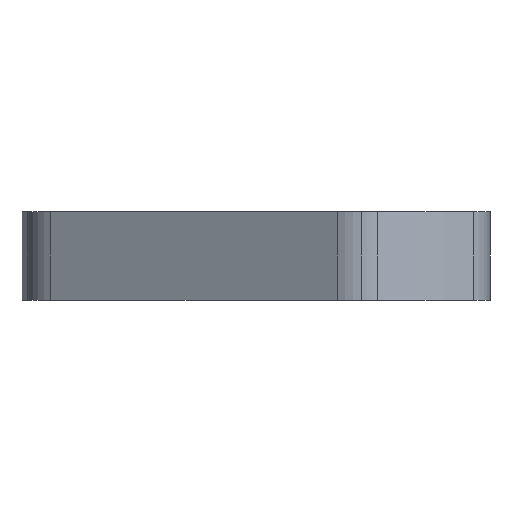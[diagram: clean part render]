
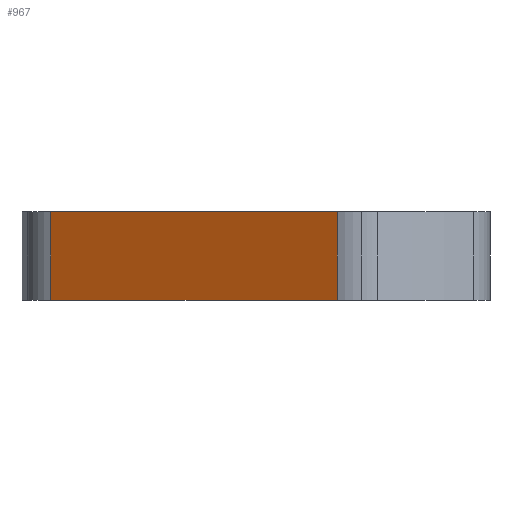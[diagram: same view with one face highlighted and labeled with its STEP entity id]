
A CAD part, left-side view. The second image highlights one B-rep face of the part: STEP entity #967.
In plain terms, the highlighted planar face has unit normal (-0.866, 0.5, 0).
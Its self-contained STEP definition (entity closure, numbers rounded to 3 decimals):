
#24 = DIRECTION ( 'NONE',  ( -0.866, 0.5, 0. ) ) ;
#57 = CARTESIAN_POINT ( 'NONE',  ( -25.706, -4.524, 4.5 ) ) ;
#117 = DIRECTION ( 'NONE',  ( -0.5, -0.866, 0. ) ) ;
#128 = DIRECTION ( 'NONE',  ( 0.5, 0.866, 0. ) ) ;
#229 = CARTESIAN_POINT ( 'NONE',  ( -17.321, 10., 4.5 ) ) ;
#286 = EDGE_CURVE ( 'NONE', #431, #727, #542, .T. ) ;
#317 = LINE ( 'NONE', #229, #365 ) ;
#323 = CARTESIAN_POINT ( 'NONE',  ( -8.935, 24.524, -4.5 ) ) ;
#365 = VECTOR ( 'NONE', #128, 1000. ) ;
#384 = CARTESIAN_POINT ( 'NONE',  ( -25.706, -4.524, -4.5 ) ) ;
#431 = VERTEX_POINT ( 'NONE', #384 ) ;
#466 = CARTESIAN_POINT ( 'NONE',  ( -17.321, 10., -4.5 ) ) ;
#474 = LINE ( 'NONE', #466, #616 ) ;
#478 = EDGE_LOOP ( 'NONE', ( #528, #953, #746, #504 ) ) ;
#493 = CARTESIAN_POINT ( 'NONE',  ( -17.321, 10., 4.5 ) ) ;
#504 = ORIENTED_EDGE ( 'NONE', *, *, #286, .T. ) ;
#510 = CARTESIAN_POINT ( 'NONE',  ( -8.935, 24.524, 4.5 ) ) ;
#528 = ORIENTED_EDGE ( 'NONE', *, *, #622, .T. ) ;
#542 = LINE ( 'NONE', #1189, #619 ) ;
#587 = FACE_OUTER_BOUND ( 'NONE', #478, .T. ) ;
#588 = LINE ( 'NONE', #813, #972 ) ;
#616 = VECTOR ( 'NONE', #1027, 1000. ) ;
#619 = VECTOR ( 'NONE', #1204, 1000. ) ;
#622 = EDGE_CURVE ( 'NONE', #727, #663, #317, .T. ) ;
#663 = VERTEX_POINT ( 'NONE', #510 ) ;
#727 = VERTEX_POINT ( 'NONE', #57 ) ;
#731 = EDGE_CURVE ( 'NONE', #663, #1081, #588, .T. ) ;
#746 = ORIENTED_EDGE ( 'NONE', *, *, #817, .F. ) ;
#813 = CARTESIAN_POINT ( 'NONE',  ( -8.935, 24.524, -4.5 ) ) ;
#817 = EDGE_CURVE ( 'NONE', #431, #1081, #474, .T. ) ;
#953 = ORIENTED_EDGE ( 'NONE', *, *, #731, .T. ) ;
#963 = PLANE ( 'NONE',  #1053 ) ;
#967 = ADVANCED_FACE ( 'NONE', ( #587 ), #963, .T. ) ;
#972 = VECTOR ( 'NONE', #1100, 1000. ) ;
#1027 = DIRECTION ( 'NONE',  ( 0.5, 0.866, 0. ) ) ;
#1053 = AXIS2_PLACEMENT_3D ( 'NONE', #493, #24, #117 ) ;
#1081 = VERTEX_POINT ( 'NONE', #323 ) ;
#1100 = DIRECTION ( 'NONE',  ( 0., 0., -1. ) ) ;
#1189 = CARTESIAN_POINT ( 'NONE',  ( -25.706, -4.524, 4.5 ) ) ;
#1204 = DIRECTION ( 'NONE',  ( 0., 0., 1. ) ) ;
